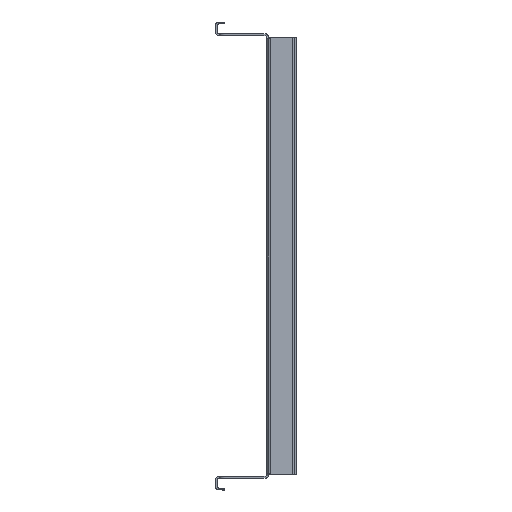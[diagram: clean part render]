
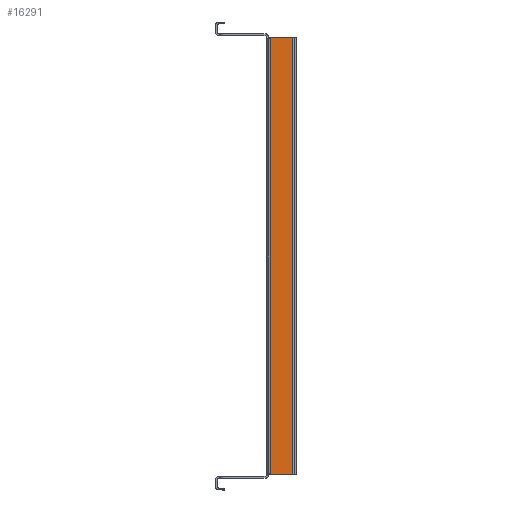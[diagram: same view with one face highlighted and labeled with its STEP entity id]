
A CAD part, left-side view. The second image highlights one B-rep face of the part: STEP entity #16291.
In plain terms, the highlighted planar face has unit normal (-1, 0, 0).
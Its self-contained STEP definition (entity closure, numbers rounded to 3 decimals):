
#682 = CARTESIAN_POINT ( 'NONE',  ( -480., -4., -243. ) ) ;
#805 = VERTEX_POINT ( 'NONE', #1483 ) ;
#1483 = CARTESIAN_POINT ( 'NONE',  ( -480., -29., -243. ) ) ;
#1671 = ORIENTED_EDGE ( 'NONE', *, *, #14140, .T. ) ;
#2513 = VERTEX_POINT ( 'NONE', #5166 ) ;
#2574 = DIRECTION ( 'NONE',  ( 0., -1., 0. ) ) ;
#4746 = DIRECTION ( 'NONE',  ( 0., 1., 0. ) ) ;
#4981 = EDGE_CURVE ( 'NONE', #13861, #11302, #19821, .T. ) ;
#5166 = CARTESIAN_POINT ( 'NONE',  ( -480., -29., 243. ) ) ;
#6286 = ORIENTED_EDGE ( 'NONE', *, *, #4981, .T. ) ;
#6615 = CARTESIAN_POINT ( 'NONE',  ( -480., 0., -243. ) ) ;
#8302 = CARTESIAN_POINT ( 'NONE',  ( -480., -29., -243. ) ) ;
#8723 = VECTOR ( 'NONE', #21822, 1000. ) ;
#8755 = EDGE_CURVE ( 'NONE', #11302, #805, #13464, .T. ) ;
#11066 = VECTOR ( 'NONE', #4746, 1000. ) ;
#11302 = VERTEX_POINT ( 'NONE', #682 ) ;
#13368 = CARTESIAN_POINT ( 'NONE',  ( -480., 0., 0. ) ) ;
#13464 = LINE ( 'NONE', #6615, #22213 ) ;
#13861 = VERTEX_POINT ( 'NONE', #16373 ) ;
#14140 = EDGE_CURVE ( 'NONE', #2513, #13861, #22868, .T. ) ;
#14228 = EDGE_LOOP ( 'NONE', ( #22425, #15282, #1671, #6286 ) ) ;
#14596 = CARTESIAN_POINT ( 'NONE',  ( -480., -4., 0. ) ) ;
#15038 = PLANE ( 'NONE',  #19691 ) ;
#15151 = DIRECTION ( 'NONE',  ( -1., 0., 0. ) ) ;
#15282 = ORIENTED_EDGE ( 'NONE', *, *, #18554, .T. ) ;
#15409 = LINE ( 'NONE', #8302, #15997 ) ;
#15997 = VECTOR ( 'NONE', #22636, 1000. ) ;
#16291 = ADVANCED_FACE ( 'NONE', ( #16939 ), #15038, .T. ) ;
#16373 = CARTESIAN_POINT ( 'NONE',  ( -480., -4., 243. ) ) ;
#16939 = FACE_OUTER_BOUND ( 'NONE', #14228, .T. ) ;
#17759 = CARTESIAN_POINT ( 'NONE',  ( -480., 0., 243. ) ) ;
#18554 = EDGE_CURVE ( 'NONE', #805, #2513, #15409, .T. ) ;
#19691 = AXIS2_PLACEMENT_3D ( 'NONE', #13368, #15151, #20595 ) ;
#19821 = LINE ( 'NONE', #14596, #8723 ) ;
#20595 = DIRECTION ( 'NONE',  ( 0., -1., 0. ) ) ;
#21822 = DIRECTION ( 'NONE',  ( 0., 0., -1. ) ) ;
#22213 = VECTOR ( 'NONE', #2574, 1000. ) ;
#22425 = ORIENTED_EDGE ( 'NONE', *, *, #8755, .T. ) ;
#22636 = DIRECTION ( 'NONE',  ( 0., 0., 1. ) ) ;
#22868 = LINE ( 'NONE', #17759, #11066 ) ;
